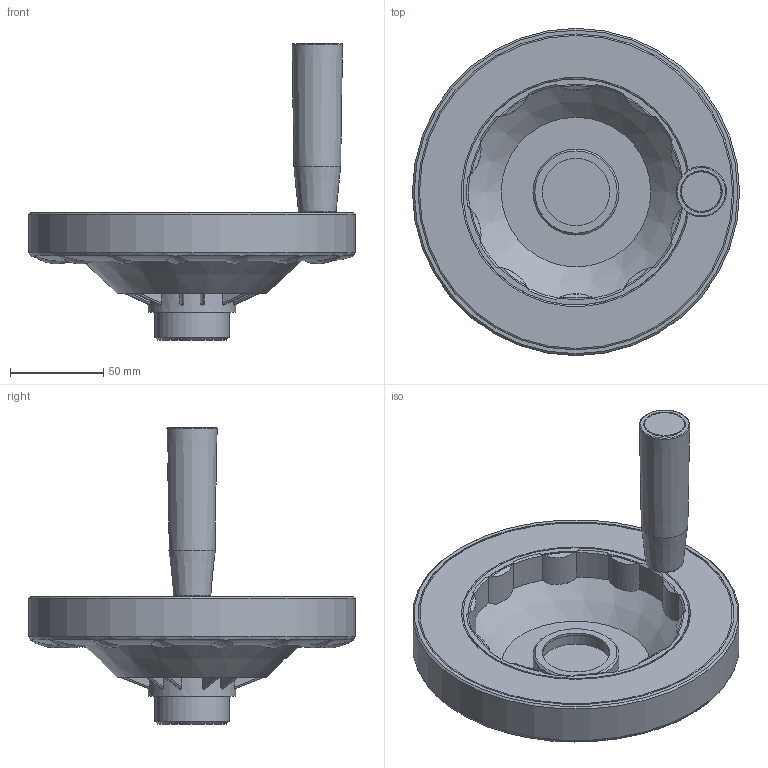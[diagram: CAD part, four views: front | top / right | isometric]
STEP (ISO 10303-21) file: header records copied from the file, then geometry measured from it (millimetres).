
FILE_DESCRIPTION( ( 'Unknown' ), '1' );
FILE_NAME( '6369020_PDA175_MEP.stp', 'Unknown', ( 'Unknown' ), ( 'Unknown' ), 'PSStep 11.0', 'Unknown', ' ' );
FILE_SCHEMA( ( 'AUTOMOTIVE_DESIGN { 1 0 10303 214 1 1 1 1 }' ) );
Length unit declared in the file: millimetre
Products named in the file (1): 1831160
Bounding box: 175 x 175 x 158.63 mm (x, y, z)
Volume: 339374.8 mm3; surface area: 144024.7 mm2
Topology: 1 solids, 4 shells, 864 faces, 2479 edges, 1630 vertices
Faces by surface type: plane 464, cylinder 265, cone 52, bspline 46, torus 37
Full cylindrical faces by diameter (mm): 5.1 x1, 5.3 x1, 6 x1, 8.3 x1, 8.376 x2, 8.7 x1, 9.6 x1, 10.2 x1, 10.75 x3, 13 x2, 13.06 x1, 17.28 x1, 21.6 x2, 22 x1, 36 x1, 37 x1, 40 x1, 46 x1, 46.8 x1, 169 x1, 175 x1
Entity records: 40780 total; most frequent: CARTESIAN_POINT 12070, ORIENTED_EDGE 4790, DIRECTION 4326, EDGE_CURVE 2395, AXIS2_PLACEMENT_3D 1644, VERTEX_POINT 1608, LINE 1038, VECTOR 1038
